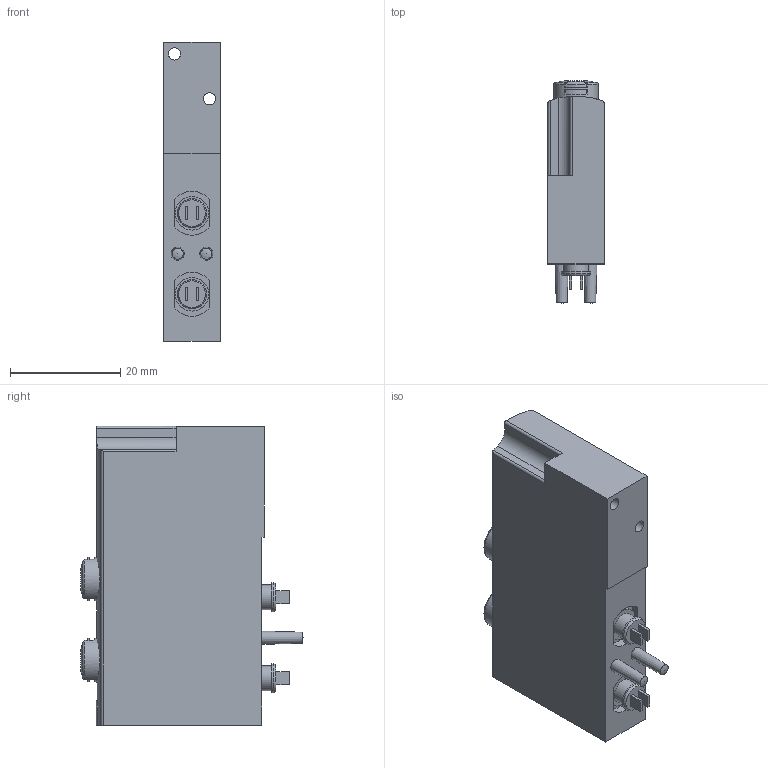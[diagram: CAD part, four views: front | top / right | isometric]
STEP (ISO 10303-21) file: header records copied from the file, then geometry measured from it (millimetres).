
FILE_DESCRIPTION(/* description */ ('STEP AP214'),/* implementation_level */ '2;1');
FILE_NAME(/* name */ '565450_VOVC-BT-T32C-MT-F-1T1',/* time_stamp */ '2024-09-17T01:38:05+02:00',/* author */ ('License CC BY-ND 4.0'),/* organization */ ('CADENAS'),/* preprocessor_version */ 'ST-DEVELOPER v19.3',/* originating_system */ 'PARTsolutions',/* authorisation */ ' ');
FILE_SCHEMA (('AUTOMOTIVE_DESIGN {1 0 10303 214 3 1 1}'));
Length unit declared in the file: millimetre
Products named in the file (1): 565450 VOVC-BT-T32C-MT-F-1T1
Bounding box: 10.2 x 40.32 x 54.3 mm (x, y, z)
Volume: 16290.3 mm3; surface area: 5750.2 mm2
Topology: 1 solids, 1 shells, 153 faces, 395 edges, 262 vertices
Faces by surface type: plane 89, cylinder 45, cone 9, torus 6, sphere 4
Full cylindrical faces by diameter (mm): 1 x1, 2.2 x2, 3.9 x2, 4.5 x2, 5.3 x2, 6.1 x2, 8.1 x2
Entity records: 4535 total; most frequent: CARTESIAN_POINT 843, DIRECTION 770, ORIENTED_EDGE 718, EDGE_CURVE 359, AXIS2_PLACEMENT_3D 275, VERTEX_POINT 251, LINE 220, VECTOR 220
